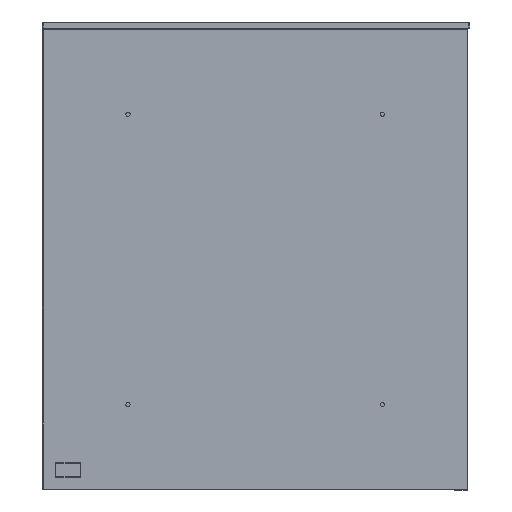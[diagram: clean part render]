
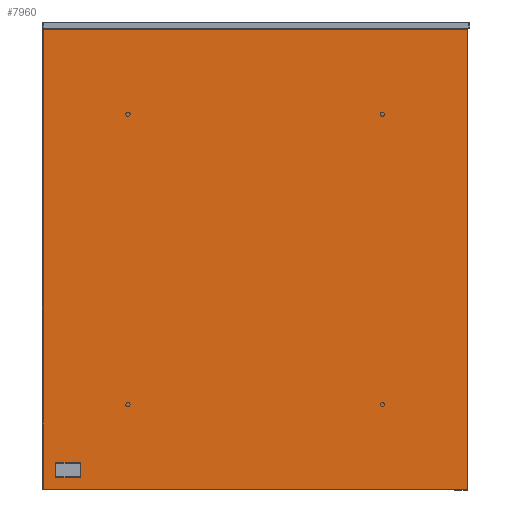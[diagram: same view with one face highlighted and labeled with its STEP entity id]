
A CAD part, left-side view. The second image highlights one B-rep face of the part: STEP entity #7960.
In plain terms, the highlighted planar face has unit normal (-1, 0, 0).
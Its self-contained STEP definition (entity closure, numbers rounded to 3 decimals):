
#7599=CARTESIAN_POINT('',(-3823.565,5493.44,-59.131));
#7600=VERTEX_POINT('',#7599);
#7601=CARTESIAN_POINT('',(-3823.565,5493.44,-596.869));
#7602=VERTEX_POINT('',#7601);
#7603=CARTESIAN_POINT('',(-3823.565,5493.44,-59.131));
#7604=DIRECTION('',(0.0,0.0,-1.0));
#7605=VECTOR('',#7604,537.737);
#7606=LINE('',#7603,#7605);
#7607=EDGE_CURVE('',#7600,#7602,#7606,.T.);
#7639=CARTESIAN_POINT('',(-3823.565,5493.771,-597.2));
#7640=VERTEX_POINT('',#7639);
#7641=CARTESIAN_POINT('',(-3823.565,5493.44,-596.869));
#7642=DIRECTION('',(0.0,0.707,-0.707));
#7643=VECTOR('',#7642,0.469);
#7644=LINE('',#7641,#7643);
#7645=EDGE_CURVE('',#7602,#7640,#7644,.T.);
#7670=CARTESIAN_POINT('',(-3823.565,5989.508,-597.2));
#7671=VERTEX_POINT('',#7670);
#7672=CARTESIAN_POINT('',(-3823.565,5493.771,-597.2));
#7673=DIRECTION('',(0.0,1.0,0.0));
#7674=VECTOR('',#7673,495.737);
#7675=LINE('',#7672,#7674);
#7676=EDGE_CURVE('',#7640,#7671,#7675,.T.);
#7710=CARTESIAN_POINT('',(-3823.565,5989.84,-596.869));
#7711=VERTEX_POINT('',#7710);
#7712=CARTESIAN_POINT('',(-3823.565,5989.508,-597.2));
#7713=DIRECTION('',(0.0,0.707,0.707));
#7714=VECTOR('',#7713,0.469);
#7715=LINE('',#7712,#7714);
#7716=EDGE_CURVE('',#7671,#7711,#7715,.T.);
#7741=CARTESIAN_POINT('',(-3823.565,5989.84,-59.131));
#7742=VERTEX_POINT('',#7741);
#7743=CARTESIAN_POINT('',(-3823.565,5989.84,-596.869));
#7744=DIRECTION('',(0.0,0.0,1.0));
#7745=VECTOR('',#7744,537.737);
#7746=LINE('',#7743,#7745);
#7747=EDGE_CURVE('',#7711,#7742,#7746,.T.);
#7772=CARTESIAN_POINT('',(-3823.565,5989.508,-58.8));
#7773=VERTEX_POINT('',#7772);
#7774=CARTESIAN_POINT('',(-3823.565,5989.84,-59.131));
#7775=DIRECTION('',(0.0,-0.707,0.707));
#7776=VECTOR('',#7775,0.469);
#7777=LINE('',#7774,#7776);
#7778=EDGE_CURVE('',#7742,#7773,#7777,.T.);
#7803=CARTESIAN_POINT('',(-3823.565,5493.771,-58.8));
#7804=VERTEX_POINT('',#7803);
#7805=CARTESIAN_POINT('',(-3823.565,5989.508,-58.8));
#7806=DIRECTION('',(0.0,-1.0,0.0));
#7807=VECTOR('',#7806,495.737);
#7808=LINE('',#7805,#7807);
#7809=EDGE_CURVE('',#7773,#7804,#7808,.T.);
#7832=CARTESIAN_POINT('',(-3823.565,5493.771,-58.8));
#7833=DIRECTION('',(0.0,-0.707,-0.707));
#7834=VECTOR('',#7833,0.469);
#7835=LINE('',#7832,#7834);
#7836=EDGE_CURVE('',#7804,#7600,#7835,.T.);
#7945=CARTESIAN_POINT('',(-3823.565,5741.64,-597.201));
#7946=DIRECTION('',(-1.0,0.0,0.0));
#7947=DIRECTION('',(0.0,0.0,1.0));
#7948=AXIS2_PLACEMENT_3D('',#7945,#7946,#7947);
#7949=PLANE('',#7948);
#7950=ORIENTED_EDGE('',*,*,#7607,.F.);
#7951=ORIENTED_EDGE('',*,*,#7836,.F.);
#7952=ORIENTED_EDGE('',*,*,#7809,.F.);
#7953=ORIENTED_EDGE('',*,*,#7778,.F.);
#7954=ORIENTED_EDGE('',*,*,#7747,.F.);
#7955=ORIENTED_EDGE('',*,*,#7716,.F.);
#7956=ORIENTED_EDGE('',*,*,#7676,.F.);
#7957=ORIENTED_EDGE('',*,*,#7645,.F.);
#7958=EDGE_LOOP('',(#7950,#7951,#7952,#7953,#7954,#7955,#7956,#7957));
#7959=FACE_OUTER_BOUND('',#7958,.T.);
#7960=ADVANCED_FACE('',(#7959),#7949,.T.);
